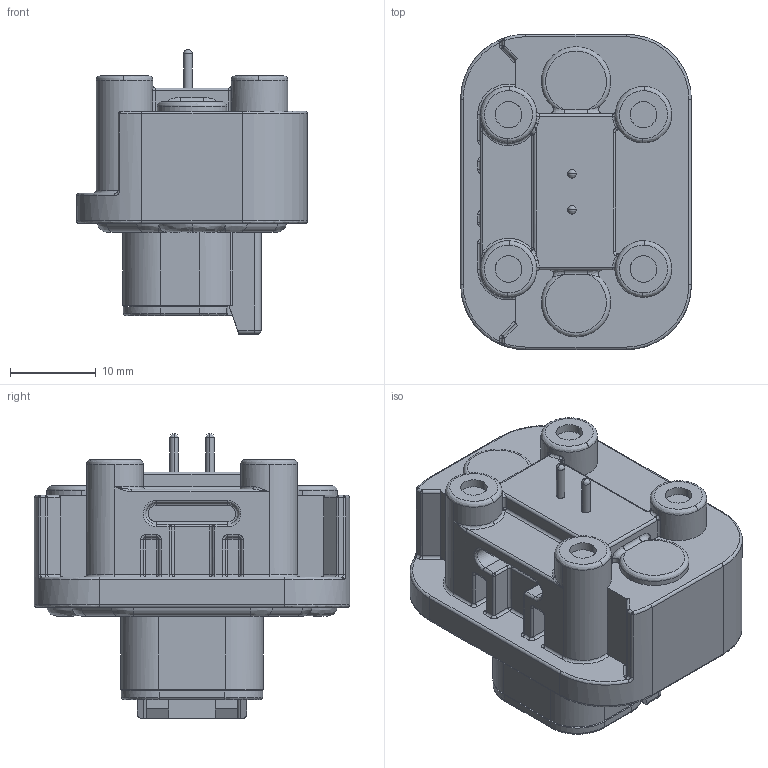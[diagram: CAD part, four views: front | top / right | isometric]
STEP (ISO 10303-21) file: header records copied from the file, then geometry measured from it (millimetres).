
FILE_DESCRIPTION (( 'STEP AP214' ), '1' );
FILE_NAME ('C-ATM15-2P-BM02_3D.STEP', '2018-08-31T13:41:35', ( '' ), ( '' ), 'SwSTEP 2.0', 'SolidWorks 2018', '' );
FILE_SCHEMA (( 'AUTOMOTIVE_DESIGN' ));
Length unit declared in the file: millimetre
Products named in the file (1): C-ATM15-2P-BM02_3D
Bounding box: 26.95 x 36.82 x 33.25 mm (x, y, z)
Volume: 12790.6 mm3; surface area: 6082.9 mm2
Topology: 1 solids, 1 shells, 609 faces, 1616 edges, 988 vertices
Faces by surface type: cylinder 216, plane 187, bspline 181, cone 19, torus 6
Entity records: 25264 total; most frequent: CARTESIAN_POINT 12139, ORIENTED_EDGE 3148, DIRECTION 2159, EDGE_CURVE 1574, VERTEX_POINT 988, AXIS2_PLACEMENT_3D 749, VECTOR 661, LINE 661
